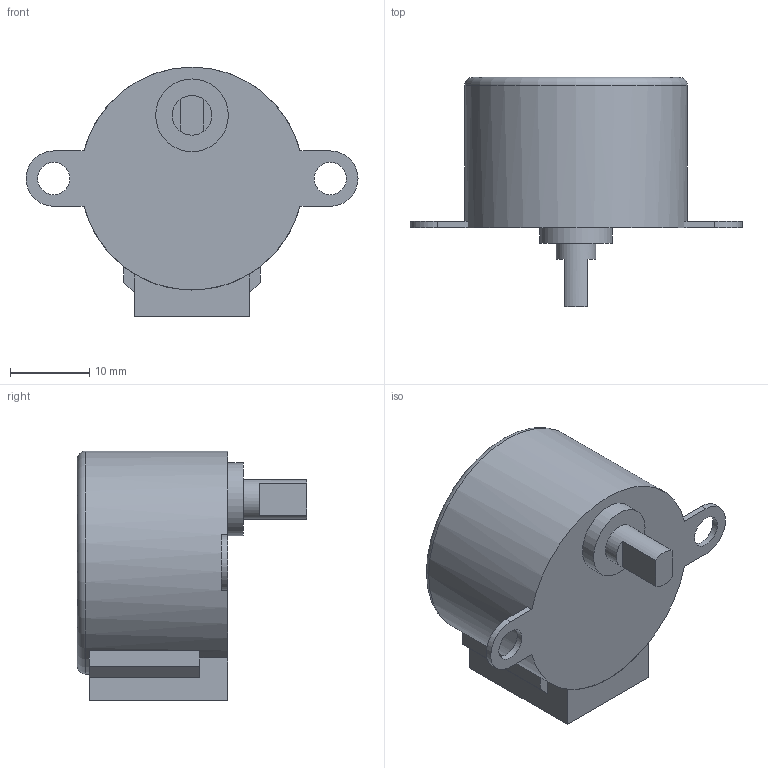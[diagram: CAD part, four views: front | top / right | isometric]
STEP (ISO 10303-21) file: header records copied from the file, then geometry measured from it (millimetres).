
FILE_DESCRIPTION(/* description */ ('STEP AP242','CAx-IF Rec.Pracs.---Representation and Presentation of Product Manufacturing Information (PMI)---4.0---2014-10-13','CAx-IF Rec.Pracs.---3D Tessellated Geometry---0.4---2014-09-14','2;1'),/* implementation_level */ '2;1');
FILE_NAME(/* name */ '6531844b9a83322d92e191fb',/* time_stamp */ '2023-10-19T19:32:28Z',/* author */ (''),/* organization */ (''),/* preprocessor_version */ 'ST-DEVELOPER v19.4',/* originating_system */ ' ',/* authorisation */ ' ');
FILE_SCHEMA (('AP242_MANAGED_MODEL_BASED_3D_ENGINEERING_MIM_LF { 1 0 10303 442 1 1 4 }'));
Length unit declared in the file: metre
Products named in the file (3): Shaft; Bottom; Body
Bounding box: 42 x 29 x 31.6 mm (x, y, z)
Volume: 13273.8 mm3; surface area: 4203.9 mm2
Topology: 3 solids, 3 shells, 35 faces, 83 edges, 55 vertices
Faces by surface type: plane 26, cylinder 8, torus 1
Full cylindrical faces by diameter (mm): 4.1 x2, 5 x1, 9.2 x1, 28.2 x1
Entity records: 1048 total; most frequent: DIRECTION 176, CARTESIAN_POINT 166, ORIENTED_EDGE 150, EDGE_CURVE 75, AXIS2_PLACEMENT_3D 63, VERTEX_POINT 53, LINE 50, VECTOR 50
